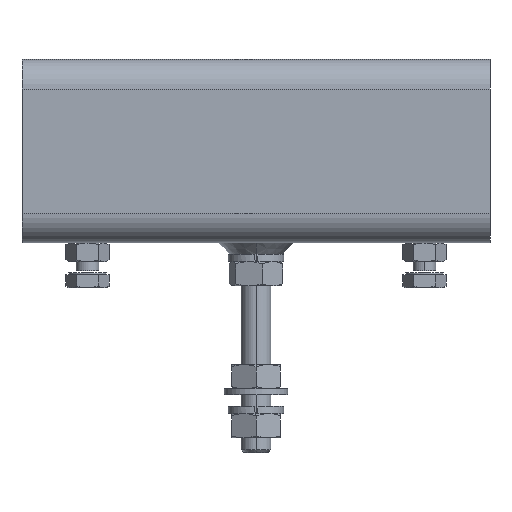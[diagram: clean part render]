
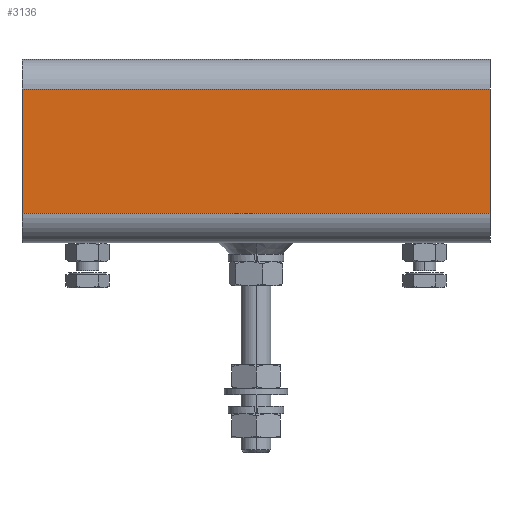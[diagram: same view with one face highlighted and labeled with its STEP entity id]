
A CAD part, left-side view. The second image highlights one B-rep face of the part: STEP entity #3136.
In plain terms, the highlighted planar face has unit normal (1, 0, 0).
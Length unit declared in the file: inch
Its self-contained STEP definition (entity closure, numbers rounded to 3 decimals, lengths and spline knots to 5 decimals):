
#393 = LINE ( 'NONE', #4811, #7015 ) ;
#956 = VECTOR ( 'NONE', #1375, 39.37008 ) ;
#975 = DIRECTION ( 'NONE',  ( 0., 0., 1. ) ) ;
#1375 = DIRECTION ( 'NONE',  ( 0., 1., 0. ) ) ;
#1427 = VERTEX_POINT ( 'NONE', #2442 ) ;
#1443 = EDGE_CURVE ( 'NONE', #8572, #1427, #12424, .T. ) ;
#1536 = DIRECTION ( 'NONE',  ( 0., -1., 0. ) ) ;
#2104 = DIRECTION ( 'NONE',  ( 0., 0., -1. ) ) ;
#2232 = FACE_OUTER_BOUND ( 'NONE', #3176, .T. ) ;
#2442 = CARTESIAN_POINT ( 'NONE',  ( -0.97047, 2.46063, 0.31102 ) ) ;
#2509 = CARTESIAN_POINT ( 'NONE',  ( -0.97047, -2.46063, 0.31102 ) ) ;
#3000 = PLANE ( 'NONE',  #9349 ) ;
#3136 = ADVANCED_FACE ( 'NONE', ( #2232 ), #3000, .T. ) ;
#3176 = EDGE_LOOP ( 'NONE', ( #10439, #11657, #6613, #10549 ) ) ;
#3462 = CARTESIAN_POINT ( 'NONE',  ( -0.97047, -2.46063, 1.61811 ) ) ;
#4060 = VERTEX_POINT ( 'NONE', #14079 ) ;
#4811 = CARTESIAN_POINT ( 'NONE',  ( -0.97047, -2.46063, 1.61811 ) ) ;
#5290 = DIRECTION ( 'NONE',  ( 1., 0., 0. ) ) ;
#5570 = VECTOR ( 'NONE', #975, 39.37008 ) ;
#5792 = VECTOR ( 'NONE', #2104, 39.37008 ) ;
#6356 = CARTESIAN_POINT ( 'NONE',  ( -0.97047, -2.46063, 2.26575 ) ) ;
#6613 = ORIENTED_EDGE ( 'NONE', *, *, #12047, .T. ) ;
#7015 = VECTOR ( 'NONE', #1536, 39.37008 ) ;
#7310 = VERTEX_POINT ( 'NONE', #3462 ) ;
#7377 = LINE ( 'NONE', #7517, #5570 ) ;
#7430 = EDGE_CURVE ( 'NONE', #4060, #7310, #393, .T. ) ;
#7517 = CARTESIAN_POINT ( 'NONE',  ( -0.97047, 2.46063, 2.26575 ) ) ;
#8572 = VERTEX_POINT ( 'NONE', #9939 ) ;
#9349 = AXIS2_PLACEMENT_3D ( 'NONE', #6356, #5290, #9640 ) ;
#9640 = DIRECTION ( 'NONE',  ( 0., 0., -1. ) ) ;
#9939 = CARTESIAN_POINT ( 'NONE',  ( -0.97047, -2.46063, 0.31102 ) ) ;
#10439 = ORIENTED_EDGE ( 'NONE', *, *, #11096, .T. ) ;
#10549 = ORIENTED_EDGE ( 'NONE', *, *, #1443, .T. ) ;
#11096 = EDGE_CURVE ( 'NONE', #1427, #4060, #7377, .T. ) ;
#11657 = ORIENTED_EDGE ( 'NONE', *, *, #7430, .T. ) ;
#11869 = LINE ( 'NONE', #13951, #5792 ) ;
#12047 = EDGE_CURVE ( 'NONE', #7310, #8572, #11869, .T. ) ;
#12424 = LINE ( 'NONE', #2509, #956 ) ;
#13951 = CARTESIAN_POINT ( 'NONE',  ( -0.97047, -2.46063, 2.26575 ) ) ;
#14079 = CARTESIAN_POINT ( 'NONE',  ( -0.97047, 2.46063, 1.61811 ) ) ;
